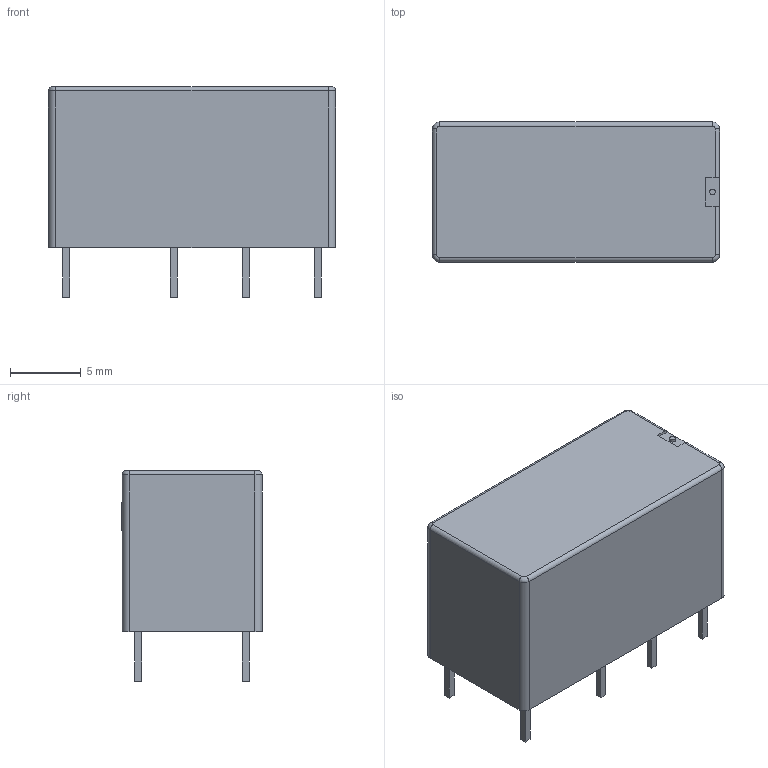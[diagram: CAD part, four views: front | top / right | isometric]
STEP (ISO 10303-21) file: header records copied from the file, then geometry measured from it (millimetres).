
FILE_DESCRIPTION (( 'STEP AP214' ), '1' );
FILE_NAME ('RELAY-TH_ST5F-2XXS.step', '2022-07-09T14:11:58', ( '' ), ( '' ), 'SwSTEP 2.0', 'SolidWorks 2020', '' );
FILE_SCHEMA (( 'AUTOMOTIVE_DESIGN' ));
Length unit declared in the file: millimetre
Products named in the file (1): RELAY-TH_ST5F-2XXS
Bounding box: 20.3 x 9.91 x 14.9 mm (x, y, z)
Volume: 2275 mm3; surface area: 1133.2 mm2
Topology: 1 solids, 1 shells, 356 faces, 946 edges, 628 vertices
Faces by surface type: plane 226, bspline 112, cylinder 14, torus 4
Entity records: 15628 total; most frequent: CARTESIAN_POINT 3647, ORIENTED_EDGE 1892, DIRECTION 1199, EDGE_CURVE 946, LINE 641, VECTOR 641, VERTEX_POINT 628, EDGE_LOOP 392
